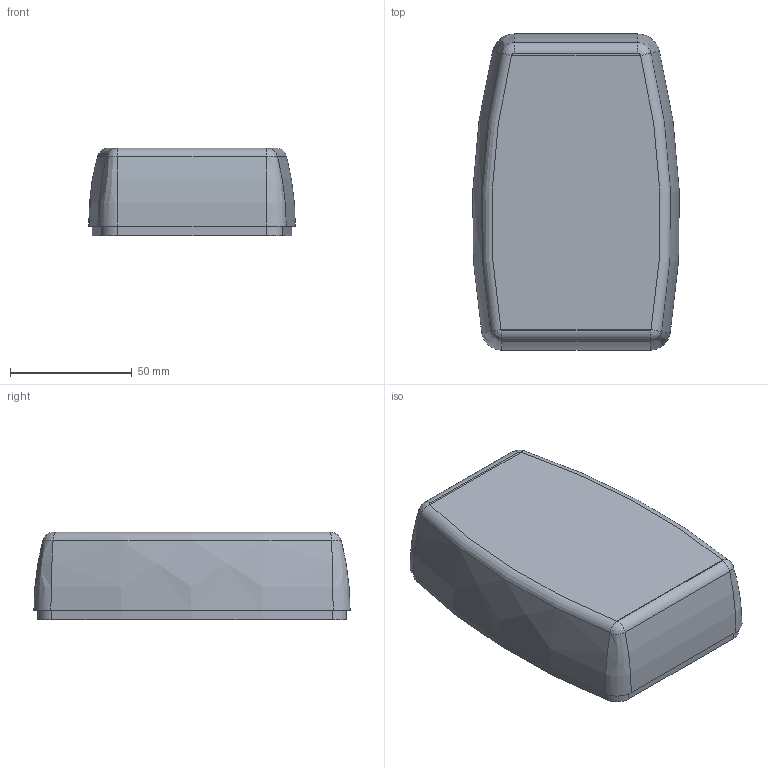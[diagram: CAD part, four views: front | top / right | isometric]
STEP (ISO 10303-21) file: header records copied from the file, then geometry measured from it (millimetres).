
FILE_DESCRIPTION(('FreeCAD Model'),'2;1');
FILE_NAME('Open CASCADE Shape Model','2022-11-28T13:11:00',(''),(''), 'Open CASCADE STEP processor 7.6','FreeCAD','Unknown');
FILE_SCHEMA(('AUTOMOTIVE_DESIGN { 1 0 10303 214 1 1 1 1 }'));
Length unit declared in the file: millimetre
Products named in the file (6): Unnamed; Walls; Compound; Compound001; Compound002; Top
Assembly tree (5 placements, depth 2):
  Unnamed
    Walls
    Compound
    Compound001
    Compound002
    Top
Bounding box: 84.98 x 130 x 36 mm (x, y, z)
Volume: 85398.4 mm3; surface area: 63618.7 mm2
Topology: 2 solids, 20 shells, 106 faces, 253 edges, 169 vertices
Faces by surface type: plane 32, bspline 32, cylinder 21, revolution 15, torus 3, extrusion 3
Entity records: 7135 total; most frequent: CARTESIAN_POINT 2193, DIRECTION 860, ORIENTED_EDGE 434, PCURVE 434, DEFINITIONAL_REPRESENTATION 434, VECTOR 413, LINE 410, EDGE_CURVE 253
